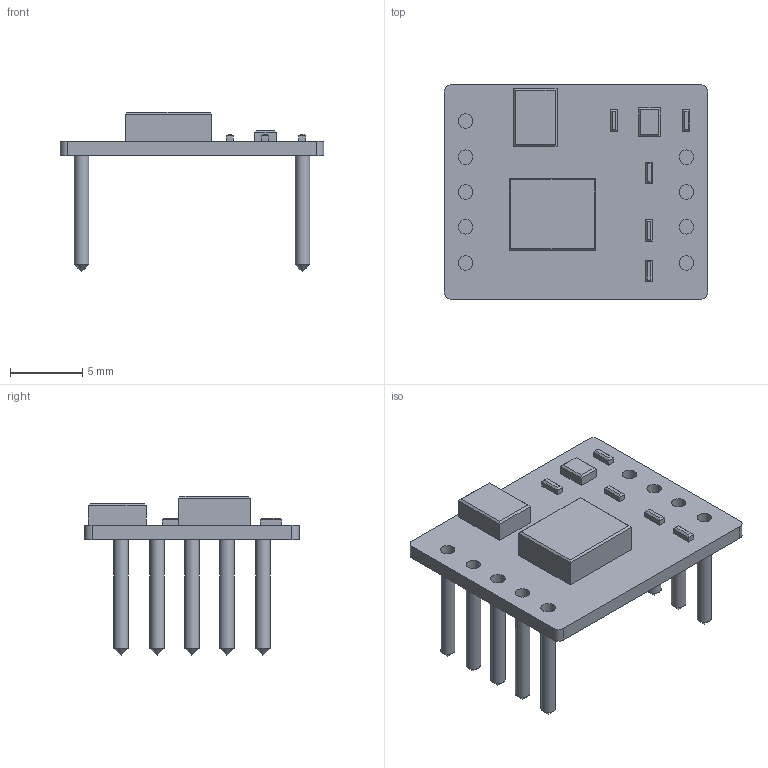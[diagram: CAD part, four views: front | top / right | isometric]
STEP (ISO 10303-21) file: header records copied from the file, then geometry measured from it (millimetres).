
FILE_DESCRIPTION(/* description */ (''),/* implementation_level */ '2;1');
FILE_NAME(/* name */ 'dd7ddb1c-ce58-42ff-8d9d-d0290a2ea945.stp',/* time_stamp */ '2021-11-07T23:09:15+00:00',/* author */ (''),/* organization */ (''),/* preprocessor_version */ 'ST-DEVELOPER v18.1',/* originating_system */ 'Autodesk Translation Framework v10.10.0.1391',/* authorisation */ '');
FILE_SCHEMA (('AUTOMOTIVE_DESIGN { 1 0 10303 214 3 1 1 }'));
Length unit declared in the file: millimetre
Products named in the file (1): TD5-21D485H-E
Bounding box: 18.2 x 14.8 x 11 mm (x, y, z)
Volume: 397.9 mm3; surface area: 1019.6 mm2
Topology: 18 solids, 18 shells, 126 faces, 256 edges, 157 vertices
Faces by surface type: plane 95, cylinder 22, cone 9
Full cylindrical faces by diameter (mm): 1 x18
Entity records: 3244 total; most frequent: DIRECTION 545, CARTESIAN_POINT 531, ORIENTED_EDGE 494, EDGE_CURVE 247, LINE 203, VECTOR 203, AXIS2_PLACEMENT_3D 171, VERTEX_POINT 157
